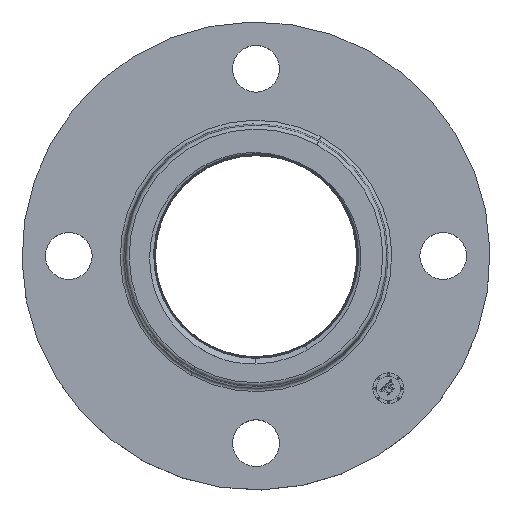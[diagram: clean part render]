
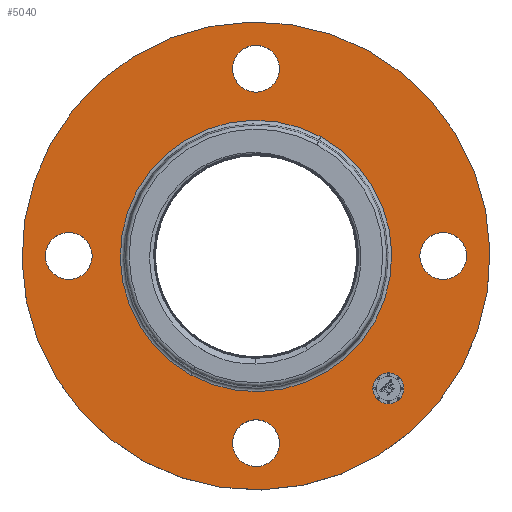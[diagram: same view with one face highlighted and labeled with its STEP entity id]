
A CAD part, top view. The second image highlights one B-rep face of the part: STEP entity #5040.
In plain terms, the highlighted planar face has unit normal (0, 0, 1).
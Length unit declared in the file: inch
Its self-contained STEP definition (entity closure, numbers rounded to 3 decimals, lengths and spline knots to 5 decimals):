
#412=AXIS2_PLACEMENT_3D('Circle Axis2P3D',#410,#411,$) ;
#424=AXIS2_PLACEMENT_3D('Circle Axis2P3D',#422,#423,$) ;
#455=AXIS2_PLACEMENT_3D('Circle Axis2P3D',#453,#454,$) ;
#467=AXIS2_PLACEMENT_3D('Circle Axis2P3D',#465,#466,$) ;
#498=AXIS2_PLACEMENT_3D('Circle Axis2P3D',#496,#497,$) ;
#510=AXIS2_PLACEMENT_3D('Circle Axis2P3D',#508,#509,$) ;
#613=AXIS2_PLACEMENT_3D('Circle Axis2P3D',#611,#612,$) ;
#639=AXIS2_PLACEMENT_3D('Circle Axis2P3D',#637,#638,$) ;
#663=AXIS2_PLACEMENT_3D('Circle Axis2P3D',#661,#662,$) ;
#682=AXIS2_PLACEMENT_3D('Circle Axis2P3D',#680,#681,$) ;
#713=AXIS2_PLACEMENT_3D('Circle Axis2P3D',#711,#712,$) ;
#725=AXIS2_PLACEMENT_3D('Circle Axis2P3D',#723,#724,$) ;
#4996=AXIS2_PLACEMENT_3D('Plane Axis2P3D',#4993,#4994,#4995) ;
#5024=AXIS2_PLACEMENT_3D('Circle Axis2P3D',#5022,#5023,$) ;
#5033=AXIS2_PLACEMENT_3D('Circle Axis2P3D',#5031,#5032,$) ;
#400=CARTESIAN_POINT('Vertex',(-0.17978,-3.32909,0.88)) ;
#407=CARTESIAN_POINT('Vertex',(0.17978,-2.67091,0.88)) ;
#410=CARTESIAN_POINT('Axis2P3D Location',(0.,-3.,0.88)) ;
#422=CARTESIAN_POINT('Axis2P3D Location',(0.,-3.,0.88)) ;
#443=CARTESIAN_POINT('Vertex',(-3.32909,0.17978,0.88)) ;
#450=CARTESIAN_POINT('Vertex',(-2.67091,-0.17978,0.88)) ;
#453=CARTESIAN_POINT('Axis2P3D Location',(-3.,0.,0.88)) ;
#465=CARTESIAN_POINT('Axis2P3D Location',(-3.,0.,0.88)) ;
#486=CARTESIAN_POINT('Vertex',(0.17978,3.32909,0.88)) ;
#493=CARTESIAN_POINT('Vertex',(-0.17978,2.67091,0.88)) ;
#496=CARTESIAN_POINT('Axis2P3D Location',(0.,3.,0.88)) ;
#508=CARTESIAN_POINT('Axis2P3D Location',(0.,3.,0.88)) ;
#611=CARTESIAN_POINT('Axis2P3D Location',(0.,0.,0.88)) ;
#615=CARTESIAN_POINT('Vertex',(-1.04292,-1.90905,0.88)) ;
#617=CARTESIAN_POINT('Vertex',(1.04292,1.90905,0.88)) ;
#637=CARTESIAN_POINT('Axis2P3D Location',(0.,0.,0.88)) ;
#658=CARTESIAN_POINT('Vertex',(-1.79785,-3.29093,0.88)) ;
#661=CARTESIAN_POINT('Axis2P3D Location',(0.,0.,0.88)) ;
#665=CARTESIAN_POINT('Vertex',(1.79785,3.29093,0.88)) ;
#680=CARTESIAN_POINT('Axis2P3D Location',(0.,0.,0.88)) ;
#701=CARTESIAN_POINT('Vertex',(3.32909,-0.17978,0.88)) ;
#708=CARTESIAN_POINT('Vertex',(2.67091,0.17978,0.88)) ;
#711=CARTESIAN_POINT('Axis2P3D Location',(3.,0.,0.88)) ;
#723=CARTESIAN_POINT('Axis2P3D Location',(3.,0.,0.88)) ;
#4993=CARTESIAN_POINT('Axis2P3D Location',(0.,3.75,0.88)) ;
#5022=CARTESIAN_POINT('Axis2P3D Location',(2.12132,-2.12132,0.88)) ;
#5026=CARTESIAN_POINT('Vertex',(2.29633,-1.94631,0.88)) ;
#5028=CARTESIAN_POINT('Vertex',(1.94631,-2.29633,0.88)) ;
#5031=CARTESIAN_POINT('Axis2P3D Location',(2.12132,-2.12132,0.88)) ;
#411=DIRECTION('Axis2P3D Direction',(0.,-0.,-0.039)) ;
#423=DIRECTION('Axis2P3D Direction',(0.,-0.,-0.039)) ;
#454=DIRECTION('Axis2P3D Direction',(-0.,0.,-0.039)) ;
#466=DIRECTION('Axis2P3D Direction',(-0.,0.,-0.039)) ;
#497=DIRECTION('Axis2P3D Direction',(0.,0.,-0.039)) ;
#509=DIRECTION('Axis2P3D Direction',(0.,0.,-0.039)) ;
#612=DIRECTION('Axis2P3D Direction',(0.,0.,-0.039)) ;
#638=DIRECTION('Axis2P3D Direction',(0.,0.,-0.039)) ;
#662=DIRECTION('Axis2P3D Direction',(0.,0.,-0.039)) ;
#681=DIRECTION('Axis2P3D Direction',(0.,0.,-0.039)) ;
#712=DIRECTION('Axis2P3D Direction',(0.,-0.,-0.039)) ;
#724=DIRECTION('Axis2P3D Direction',(0.,-0.,-0.039)) ;
#4994=DIRECTION('Axis2P3D Direction',(0.,0.,-0.039)) ;
#4995=DIRECTION('Axis2P3D XDirection',(0.039,0.,0.)) ;
#5023=DIRECTION('Axis2P3D Direction',(0.,0.,-0.039)) ;
#5032=DIRECTION('Axis2P3D Direction',(0.,0.,-0.039)) ;
#4999=ORIENTED_EDGE('',*,*,#684,.F.) ;
#5000=ORIENTED_EDGE('',*,*,#667,.F.) ;
#5003=ORIENTED_EDGE('',*,*,#727,.T.) ;
#5004=ORIENTED_EDGE('',*,*,#715,.T.) ;
#5007=ORIENTED_EDGE('',*,*,#619,.T.) ;
#5008=ORIENTED_EDGE('',*,*,#641,.T.) ;
#5011=ORIENTED_EDGE('',*,*,#414,.T.) ;
#5012=ORIENTED_EDGE('',*,*,#426,.T.) ;
#5015=ORIENTED_EDGE('',*,*,#457,.T.) ;
#5016=ORIENTED_EDGE('',*,*,#469,.T.) ;
#5019=ORIENTED_EDGE('',*,*,#500,.T.) ;
#5020=ORIENTED_EDGE('',*,*,#512,.T.) ;
#5037=ORIENTED_EDGE('',*,*,#5030,.T.) ;
#5038=ORIENTED_EDGE('',*,*,#5035,.T.) ;
#5005=FACE_BOUND('',#5002,.T.) ;
#5009=FACE_BOUND('',#5006,.T.) ;
#5013=FACE_BOUND('',#5010,.T.) ;
#5017=FACE_BOUND('',#5014,.T.) ;
#5021=FACE_BOUND('',#5018,.T.) ;
#5039=FACE_BOUND('',#5036,.T.) ;
#5040=ADVANCED_FACE('PartBody',(#5001,#5005,#5009,#5013,#5017,#5021,#5039),#4997,.F.) ;
#413=CIRCLE('generated circle',#412,0.375) ;
#425=CIRCLE('generated circle',#424,0.375) ;
#456=CIRCLE('generated circle',#455,0.375) ;
#468=CIRCLE('generated circle',#467,0.375) ;
#499=CIRCLE('generated circle',#498,0.375) ;
#511=CIRCLE('generated circle',#510,0.375) ;
#614=CIRCLE('generated circle',#613,2.17535) ;
#640=CIRCLE('generated circle',#639,2.17535) ;
#664=CIRCLE('generated circle',#663,3.75) ;
#683=CIRCLE('generated circle',#682,3.75) ;
#714=CIRCLE('generated circle',#713,0.375) ;
#726=CIRCLE('generated circle',#725,0.375) ;
#5025=CIRCLE('generated circle',#5024,0.2475) ;
#5034=CIRCLE('generated circle',#5033,0.2475) ;
#414=EDGE_CURVE('',#401,#408,#413,.T.) ;
#426=EDGE_CURVE('',#408,#401,#425,.T.) ;
#457=EDGE_CURVE('',#444,#451,#456,.T.) ;
#469=EDGE_CURVE('',#451,#444,#468,.T.) ;
#500=EDGE_CURVE('',#487,#494,#499,.T.) ;
#512=EDGE_CURVE('',#494,#487,#511,.T.) ;
#619=EDGE_CURVE('',#616,#618,#614,.T.) ;
#641=EDGE_CURVE('',#618,#616,#640,.T.) ;
#667=EDGE_CURVE('',#659,#666,#664,.T.) ;
#684=EDGE_CURVE('',#666,#659,#683,.T.) ;
#715=EDGE_CURVE('',#702,#709,#714,.T.) ;
#727=EDGE_CURVE('',#709,#702,#726,.T.) ;
#5030=EDGE_CURVE('',#5027,#5029,#5025,.T.) ;
#5035=EDGE_CURVE('',#5029,#5027,#5034,.T.) ;
#4998=EDGE_LOOP('',(#4999,#5000)) ;
#5002=EDGE_LOOP('',(#5003,#5004)) ;
#5006=EDGE_LOOP('',(#5007,#5008)) ;
#5010=EDGE_LOOP('',(#5011,#5012)) ;
#5014=EDGE_LOOP('',(#5015,#5016)) ;
#5018=EDGE_LOOP('',(#5019,#5020)) ;
#5036=EDGE_LOOP('',(#5037,#5038)) ;
#5001=FACE_OUTER_BOUND('',#4998,.T.) ;
#4997=PLANE('',#4996) ;
#401=VERTEX_POINT('',#400) ;
#408=VERTEX_POINT('',#407) ;
#444=VERTEX_POINT('',#443) ;
#451=VERTEX_POINT('',#450) ;
#487=VERTEX_POINT('',#486) ;
#494=VERTEX_POINT('',#493) ;
#616=VERTEX_POINT('',#615) ;
#618=VERTEX_POINT('',#617) ;
#659=VERTEX_POINT('',#658) ;
#666=VERTEX_POINT('',#665) ;
#702=VERTEX_POINT('',#701) ;
#709=VERTEX_POINT('',#708) ;
#5027=VERTEX_POINT('',#5026) ;
#5029=VERTEX_POINT('',#5028) ;
